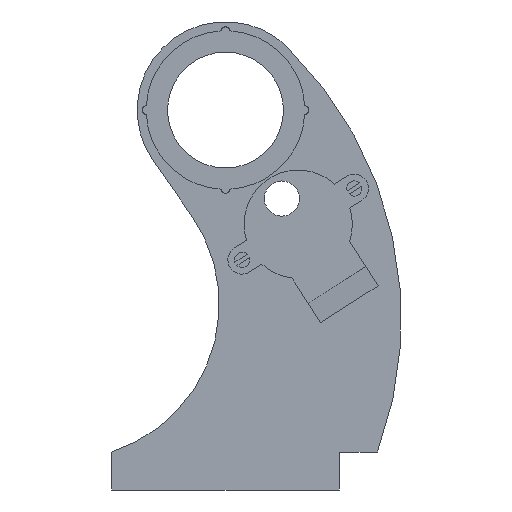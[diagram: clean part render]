
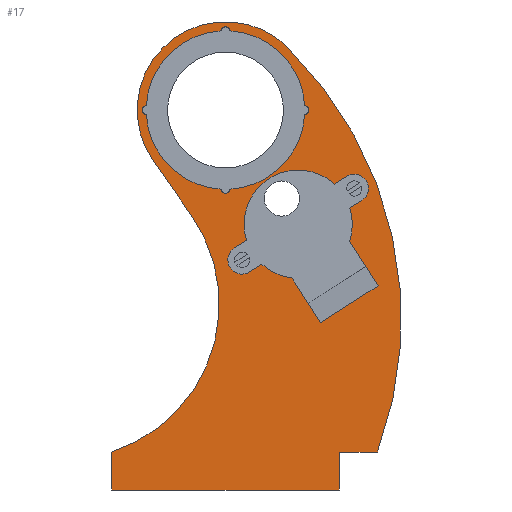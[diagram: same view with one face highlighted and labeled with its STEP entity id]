
A CAD part, left-side view. The second image highlights one B-rep face of the part: STEP entity #17.
In plain terms, the highlighted planar face has unit normal (-1, 0, 0).
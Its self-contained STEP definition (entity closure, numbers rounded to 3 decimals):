
#17 = ADVANCED_FACE('',(#18,#137,#206),#280,.F.);
#18 = FACE_BOUND('',#19,.F.);
#19 = EDGE_LOOP('',(#20,#30,#38,#46,#54,#63,#71,#80,#88,#97,#105,#114,
    #122,#131));
#20 = ORIENTED_EDGE('',*,*,#21,.T.);
#21 = EDGE_CURVE('',#22,#24,#26,.T.);
#22 = VERTEX_POINT('',#23);
#23 = CARTESIAN_POINT('',(0.,-21.751,39.107));
#24 = VERTEX_POINT('',#25);
#25 = CARTESIAN_POINT('',(0.,-24.975,34.046));
#26 = LINE('',#27,#28);
#27 = CARTESIAN_POINT('',(0.,-18.919,43.553));
#28 = VECTOR('',#29,1.);
#29 = DIRECTION('',(0.,-0.537,-0.843));
#30 = ORIENTED_EDGE('',*,*,#31,.T.);
#31 = EDGE_CURVE('',#24,#32,#34,.T.);
#32 = VERTEX_POINT('',#33);
#33 = CARTESIAN_POINT('',(0.,-40.156,43.718));
#34 = LINE('',#35,#36);
#35 = CARTESIAN_POINT('',(0.,-24.975,34.046));
#36 = VECTOR('',#37,1.);
#37 = DIRECTION('',(0.,-0.843,0.537));
#38 = ORIENTED_EDGE('',*,*,#39,.F.);
#39 = EDGE_CURVE('',#40,#32,#42,.T.);
#40 = VERTEX_POINT('',#41);
#41 = CARTESIAN_POINT('',(0.,-36.932,48.778));
#42 = LINE('',#43,#44);
#43 = CARTESIAN_POINT('',(0.,-34.1,53.225));
#44 = VECTOR('',#45,1.);
#45 = DIRECTION('',(0.,-0.537,-0.843));
#46 = ORIENTED_EDGE('',*,*,#47,.T.);
#47 = EDGE_CURVE('',#40,#48,#50,.T.);
#48 = VERTEX_POINT('',#49);
#49 = CARTESIAN_POINT('',(0.,-32.66,55.485));
#50 = LINE('',#51,#52);
#51 = CARTESIAN_POINT('',(0.,-36.932,48.778));
#52 = VECTOR('',#53,1.);
#53 = DIRECTION('',(0.,0.537,0.843));
#54 = ORIENTED_EDGE('',*,*,#55,.F.);
#55 = EDGE_CURVE('',#56,#48,#58,.T.);
#56 = VERTEX_POINT('',#57);
#57 = CARTESIAN_POINT('',(0.,-32.743,64.191));
#58 = CIRCLE('',#59,14.25);
#59 = AXIS2_PLACEMENT_3D('',#60,#61,#62);
#60 = CARTESIAN_POINT('',(0.,-19.133,59.967));
#61 = DIRECTION('',(1.,0.,0.));
#62 = DIRECTION('',(0.,1.,0.));
#63 = ORIENTED_EDGE('',*,*,#64,.F.);
#64 = EDGE_CURVE('',#65,#56,#67,.T.);
#65 = VERTEX_POINT('',#66);
#66 = CARTESIAN_POINT('',(0.,-35.907,66.207));
#67 = LINE('',#68,#69);
#68 = CARTESIAN_POINT('',(0.,-35.907,66.207));
#69 = VECTOR('',#70,1.);
#70 = DIRECTION('',(0.,0.843,-0.537));
#71 = ORIENTED_EDGE('',*,*,#72,.F.);
#72 = EDGE_CURVE('',#73,#65,#75,.T.);
#73 = VERTEX_POINT('',#74);
#74 = CARTESIAN_POINT('',(0.,-31.878,72.532));
#75 = CIRCLE('',#76,3.75);
#76 = AXIS2_PLACEMENT_3D('',#77,#78,#79);
#77 = CARTESIAN_POINT('',(0.,-33.893,69.37));
#78 = DIRECTION('',(1.,0.,0.));
#79 = DIRECTION('',(0.,1.,0.));
#80 = ORIENTED_EDGE('',*,*,#81,.T.);
#81 = EDGE_CURVE('',#73,#82,#84,.T.);
#82 = VERTEX_POINT('',#83);
#83 = CARTESIAN_POINT('',(0.,-28.713,70.516));
#84 = LINE('',#85,#86);
#85 = CARTESIAN_POINT('',(0.,-31.878,72.532));
#86 = VECTOR('',#87,1.);
#87 = DIRECTION('',(0.,0.843,-0.537));
#88 = ORIENTED_EDGE('',*,*,#89,.F.);
#89 = EDGE_CURVE('',#90,#82,#92,.T.);
#90 = VERTEX_POINT('',#91);
#91 = CARTESIAN_POINT('',(0.,-5.524,55.743));
#92 = CIRCLE('',#93,14.25);
#93 = AXIS2_PLACEMENT_3D('',#94,#95,#96);
#94 = CARTESIAN_POINT('',(0.,-19.133,59.967));
#95 = DIRECTION('',(1.,0.,0.));
#96 = DIRECTION('',(0.,1.,0.));
#97 = ORIENTED_EDGE('',*,*,#98,.F.);
#98 = EDGE_CURVE('',#99,#90,#101,.T.);
#99 = VERTEX_POINT('',#100);
#100 = CARTESIAN_POINT('',(0.,-2.359,53.727));
#101 = LINE('',#102,#103);
#102 = CARTESIAN_POINT('',(0.,-2.359,53.727));
#103 = VECTOR('',#104,1.);
#104 = DIRECTION('',(0.,-0.843,0.537));
#105 = ORIENTED_EDGE('',*,*,#106,.F.);
#106 = EDGE_CURVE('',#107,#99,#109,.T.);
#107 = VERTEX_POINT('',#108);
#108 = CARTESIAN_POINT('',(0.,-6.389,47.401));
#109 = CIRCLE('',#110,3.75);
#110 = AXIS2_PLACEMENT_3D('',#111,#112,#113);
#111 = CARTESIAN_POINT('',(0.,-4.374,50.564));
#112 = DIRECTION('',(1.,0.,0.));
#113 = DIRECTION('',(0.,1.,0.));
#114 = ORIENTED_EDGE('',*,*,#115,.T.);
#115 = EDGE_CURVE('',#107,#116,#118,.T.);
#116 = VERTEX_POINT('',#117);
#117 = CARTESIAN_POINT('',(0.,-9.553,49.417));
#118 = LINE('',#119,#120);
#119 = CARTESIAN_POINT('',(0.,-6.389,47.401));
#120 = VECTOR('',#121,1.);
#121 = DIRECTION('',(0.,-0.843,0.537));
#122 = ORIENTED_EDGE('',*,*,#123,.F.);
#123 = EDGE_CURVE('',#124,#116,#126,.T.);
#124 = VERTEX_POINT('',#125);
#125 = CARTESIAN_POINT('',(0.,-17.479,45.813));
#126 = CIRCLE('',#127,14.25);
#127 = AXIS2_PLACEMENT_3D('',#128,#129,#130);
#128 = CARTESIAN_POINT('',(0.,-19.133,59.967));
#129 = DIRECTION('',(1.,0.,0.));
#130 = DIRECTION('',(0.,1.,0.));
#131 = ORIENTED_EDGE('',*,*,#132,.F.);
#132 = EDGE_CURVE('',#22,#124,#133,.T.);
#133 = LINE('',#134,#135);
#134 = CARTESIAN_POINT('',(0.,-21.751,39.107));
#135 = VECTOR('',#136,1.);
#136 = DIRECTION('',(0.,0.537,0.843));
#137 = FACE_BOUND('',#138,.F.);
#138 = EDGE_LOOP('',(#139,#150,#159,#167,#175,#183,#191,#200));
#139 = ORIENTED_EDGE('',*,*,#140,.T.);
#140 = EDGE_CURVE('',#141,#143,#145,.T.);
#141 = VERTEX_POINT('',#142);
#142 = CARTESIAN_POINT('',(0.,19.045,76.664));
#143 = VERTEX_POINT('',#144);
#144 = CARTESIAN_POINT('',(0.,-16.311,106.568));
#145 = CIRCLE('',#146,23.25);
#146 = AXIS2_PLACEMENT_3D('',#147,#148,#149);
#147 = CARTESIAN_POINT('',(0.,0.,90.));
#148 = DIRECTION('',(1.,0.,0.));
#149 = DIRECTION('',(0.,1.,0.));
#150 = ORIENTED_EDGE('',*,*,#151,.T.);
#151 = EDGE_CURVE('',#143,#152,#154,.T.);
#152 = VERTEX_POINT('',#153);
#153 = CARTESIAN_POINT('',(0.,-40.,0.));
#154 = CIRCLE('',#155,100.449);
#155 = AXIS2_PLACEMENT_3D('',#156,#157,#158);
#156 = CARTESIAN_POINT('',(0.,54.159,34.987));
#157 = DIRECTION('',(1.,0.,0.));
#158 = DIRECTION('',(0.,1.,0.));
#159 = ORIENTED_EDGE('',*,*,#160,.F.);
#160 = EDGE_CURVE('',#161,#152,#163,.T.);
#161 = VERTEX_POINT('',#162);
#162 = CARTESIAN_POINT('',(0.,-30.,0.));
#163 = LINE('',#164,#165);
#164 = CARTESIAN_POINT('',(0.,-30.,0.));
#165 = VECTOR('',#166,1.);
#166 = DIRECTION('',(0.,-1.,0.));
#167 = ORIENTED_EDGE('',*,*,#168,.F.);
#168 = EDGE_CURVE('',#169,#161,#171,.T.);
#169 = VERTEX_POINT('',#170);
#170 = CARTESIAN_POINT('',(0.,-30.,-10.));
#171 = LINE('',#172,#173);
#172 = CARTESIAN_POINT('',(0.,-30.,-10.));
#173 = VECTOR('',#174,1.);
#174 = DIRECTION('',(0.,0.,1.));
#175 = ORIENTED_EDGE('',*,*,#176,.T.);
#176 = EDGE_CURVE('',#169,#177,#179,.T.);
#177 = VERTEX_POINT('',#178);
#178 = CARTESIAN_POINT('',(0.,30.,-10.));
#179 = LINE('',#180,#181);
#180 = CARTESIAN_POINT('',(0.,-30.,-10.));
#181 = VECTOR('',#182,1.);
#182 = DIRECTION('',(0.,1.,0.));
#183 = ORIENTED_EDGE('',*,*,#184,.T.);
#184 = EDGE_CURVE('',#177,#185,#187,.T.);
#185 = VERTEX_POINT('',#186);
#186 = CARTESIAN_POINT('',(0.,30.,0.));
#187 = LINE('',#188,#189);
#188 = CARTESIAN_POINT('',(0.,30.,-10.));
#189 = VECTOR('',#190,1.);
#190 = DIRECTION('',(0.,0.,1.));
#191 = ORIENTED_EDGE('',*,*,#192,.F.);
#192 = EDGE_CURVE('',#193,#185,#195,.T.);
#193 = VERTEX_POINT('',#194);
#194 = CARTESIAN_POINT('',(0.,9.022,62.349));
#195 = CIRCLE('',#196,40.867);
#196 = AXIS2_PLACEMENT_3D('',#197,#198,#199);
#197 = CARTESIAN_POINT('',(0.,42.498,38.909)
  );
#198 = DIRECTION('',(1.,0.,0.));
#199 = DIRECTION('',(0.,1.,0.));
#200 = ORIENTED_EDGE('',*,*,#201,.F.);
#201 = EDGE_CURVE('',#141,#193,#202,.T.);
#202 = LINE('',#203,#204);
#203 = CARTESIAN_POINT('',(0.,19.045,76.664)
  );
#204 = VECTOR('',#205,1.);
#205 = DIRECTION('',(0.,-0.574,-0.819));
#206 = FACE_BOUND('',#207,.F.);
#207 = EDGE_LOOP('',(#208,#219,#228,#237,#246,#255,#264,#273));
#208 = ORIENTED_EDGE('',*,*,#209,.F.);
#209 = EDGE_CURVE('',#210,#212,#214,.T.);
#210 = VERTEX_POINT('',#211);
#211 = CARTESIAN_POINT('',(0.,-1.146,110.844));
#212 = VERTEX_POINT('',#213);
#213 = CARTESIAN_POINT('',(0.,-20.844,91.146));
#214 = CIRCLE('',#215,20.875);
#215 = AXIS2_PLACEMENT_3D('',#216,#217,#218);
#216 = CARTESIAN_POINT('',(0.,0.,90.));
#217 = DIRECTION('',(1.,0.,0.));
#218 = DIRECTION('',(0.,1.,0.));
#219 = ORIENTED_EDGE('',*,*,#220,.F.);
#220 = EDGE_CURVE('',#221,#210,#223,.T.);
#221 = VERTEX_POINT('',#222);
#222 = CARTESIAN_POINT('',(0.,1.146,110.844));
#223 = CIRCLE('',#224,1.15);
#224 = AXIS2_PLACEMENT_3D('',#225,#226,#227);
#225 = CARTESIAN_POINT('',(0.,0.,110.75));
#226 = DIRECTION('',(1.,0.,0.));
#227 = DIRECTION('',(0.,1.,0.));
#228 = ORIENTED_EDGE('',*,*,#229,.F.);
#229 = EDGE_CURVE('',#230,#221,#232,.T.);
#230 = VERTEX_POINT('',#231);
#231 = CARTESIAN_POINT('',(0.,20.844,91.146));
#232 = CIRCLE('',#233,20.875);
#233 = AXIS2_PLACEMENT_3D('',#234,#235,#236);
#234 = CARTESIAN_POINT('',(0.,0.,90.));
#235 = DIRECTION('',(1.,0.,0.));
#236 = DIRECTION('',(0.,1.,0.));
#237 = ORIENTED_EDGE('',*,*,#238,.F.);
#238 = EDGE_CURVE('',#239,#230,#241,.T.);
#239 = VERTEX_POINT('',#240);
#240 = CARTESIAN_POINT('',(0.,20.844,88.854));
#241 = CIRCLE('',#242,1.15);
#242 = AXIS2_PLACEMENT_3D('',#243,#244,#245);
#243 = CARTESIAN_POINT('',(0.,20.75,90.));
#244 = DIRECTION('',(1.,0.,0.));
#245 = DIRECTION('',(0.,1.,0.));
#246 = ORIENTED_EDGE('',*,*,#247,.F.);
#247 = EDGE_CURVE('',#248,#239,#250,.T.);
#248 = VERTEX_POINT('',#249);
#249 = CARTESIAN_POINT('',(0.,1.146,69.156));
#250 = CIRCLE('',#251,20.875);
#251 = AXIS2_PLACEMENT_3D('',#252,#253,#254);
#252 = CARTESIAN_POINT('',(0.,0.,90.));
#253 = DIRECTION('',(1.,0.,0.));
#254 = DIRECTION('',(0.,1.,0.));
#255 = ORIENTED_EDGE('',*,*,#256,.F.);
#256 = EDGE_CURVE('',#257,#248,#259,.T.);
#257 = VERTEX_POINT('',#258);
#258 = CARTESIAN_POINT('',(0.,-1.146,69.156));
#259 = CIRCLE('',#260,1.15);
#260 = AXIS2_PLACEMENT_3D('',#261,#262,#263);
#261 = CARTESIAN_POINT('',(0.,0.,69.25));
#262 = DIRECTION('',(1.,0.,0.));
#263 = DIRECTION('',(0.,1.,0.));
#264 = ORIENTED_EDGE('',*,*,#265,.F.);
#265 = EDGE_CURVE('',#266,#257,#268,.T.);
#266 = VERTEX_POINT('',#267);
#267 = CARTESIAN_POINT('',(0.,-20.844,88.854));
#268 = CIRCLE('',#269,20.875);
#269 = AXIS2_PLACEMENT_3D('',#270,#271,#272);
#270 = CARTESIAN_POINT('',(0.,0.,90.));
#271 = DIRECTION('',(1.,0.,0.));
#272 = DIRECTION('',(0.,1.,0.));
#273 = ORIENTED_EDGE('',*,*,#274,.F.);
#274 = EDGE_CURVE('',#212,#266,#275,.T.);
#275 = CIRCLE('',#276,1.15);
#276 = AXIS2_PLACEMENT_3D('',#277,#278,#279);
#277 = CARTESIAN_POINT('',(0.,-20.75,90.));
#278 = DIRECTION('',(1.,0.,0.));
#279 = DIRECTION('',(0.,1.,0.));
#280 = PLANE('',#281);
#281 = AXIS2_PLACEMENT_3D('',#282,#283,#284);
#282 = CARTESIAN_POINT('',(0.,-8.301,43.04));
#283 = DIRECTION('',(1.,0.,0.));
#284 = DIRECTION('',(0.,0.,1.));
